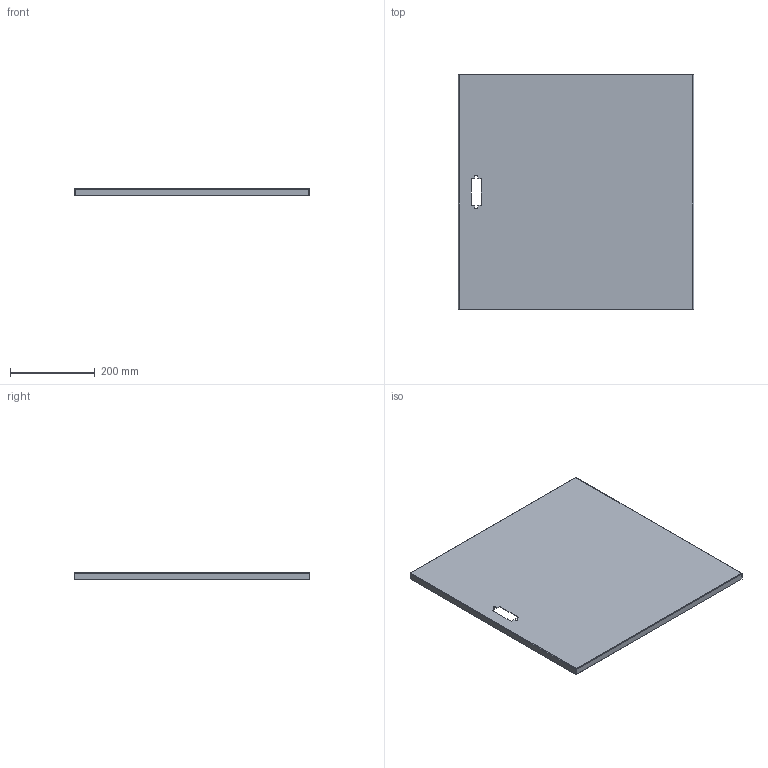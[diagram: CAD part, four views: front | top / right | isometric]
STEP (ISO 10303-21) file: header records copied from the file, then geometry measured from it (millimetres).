
FILE_DESCRIPTION(('STEP AP214'),'2;1');
FILE_NAME('KSD171005A-01-03-151.stp','2020-03-28T17:51:08',(''),(''),'2014.1.117','THINKDESIGN','');
FILE_SCHEMA(('AUTOMOTIVE_DESIGN'));
Length unit declared in the file: millimetre
Products named in the file (1): top
Bounding box: 554.4 x 555.4 x 16.2 mm (x, y, z)
Volume: 405703.1 mm3; surface area: 679214.4 mm2
Topology: 1 solids, 1 shells, 50 faces, 112 edges, 64 vertices
Faces by surface type: plane 32, cylinder 10, bspline 8
Entity records: 2089 total; most frequent: CARTESIAN_POINT 571, ORIENTED_EDGE 224, DIRECTION 186, EDGE_CURVE 112, VECTOR 92, LINE 92, VERTEX_POINT 64, EDGE_LOOP 52
